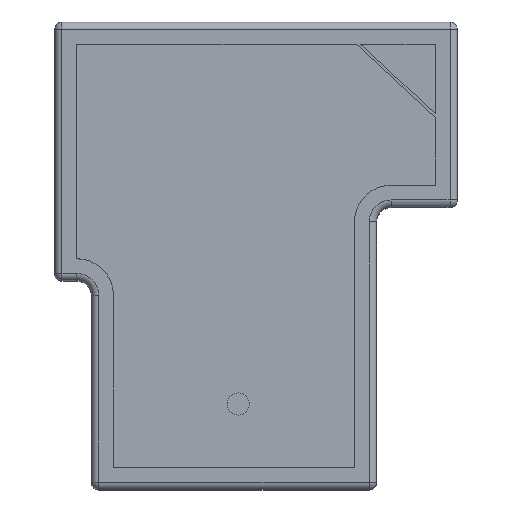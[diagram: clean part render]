
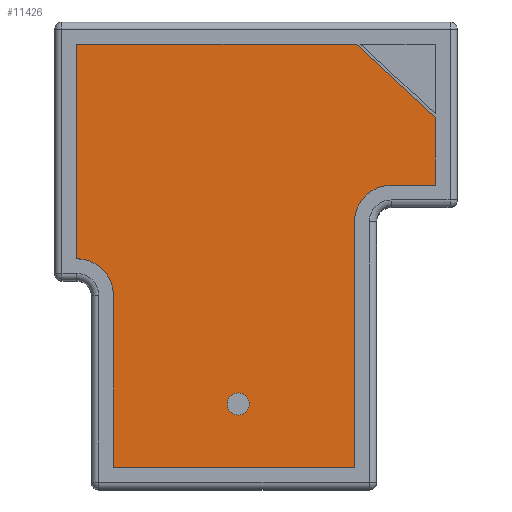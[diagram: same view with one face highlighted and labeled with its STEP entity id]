
A CAD part, top view. The second image highlights one B-rep face of the part: STEP entity #11426.
In plain terms, the highlighted planar face has unit normal (0, 0, 1).
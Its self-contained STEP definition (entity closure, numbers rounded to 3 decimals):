
#329 = DIRECTION ( 'NONE',  ( 1., 0., 0. ) ) ;
#381 = LINE ( 'NONE', #4650, #11067 ) ;
#407 = CARTESIAN_POINT ( 'NONE',  ( -5.432, -0.978, 19.5 ) ) ;
#1226 = CARTESIAN_POINT ( 'NONE',  ( 13.468, -15.178, 19.5 ) ) ;
#1252 = AXIS2_PLACEMENT_3D ( 'NONE', #9837, #15278, #15369 ) ;
#1535 = VERTEX_POINT ( 'NONE', #8410 ) ;
#1554 = LINE ( 'NONE', #5638, #13922 ) ;
#1668 = LINE ( 'NONE', #4596, #5357 ) ;
#1713 = LINE ( 'NONE', #11103, #6834 ) ;
#2911 = VERTEX_POINT ( 'NONE', #7662 ) ;
#2932 = DIRECTION ( 'NONE',  ( 0., 0., 1. ) ) ;
#3096 = ORIENTED_EDGE ( 'NONE', *, *, #9405, .F. ) ;
#3248 = EDGE_CURVE ( 'NONE', #13559, #15324, #13632, .T. ) ;
#3559 = CARTESIAN_POINT ( 'NONE',  ( 0., 0., 19.5 ) ) ;
#3617 = DIRECTION ( 'NONE',  ( 1., 0., 0. ) ) ;
#3659 = CARTESIAN_POINT ( 'NONE',  ( -5.432, 13.622, 19.5 ) ) ;
#3842 = AXIS2_PLACEMENT_3D ( 'NONE', #10199, #11621, #17137 ) ;
#4547 = DIRECTION ( 'NONE',  ( 1., 0., 0. ) ) ;
#4596 = CARTESIAN_POINT ( 'NONE',  ( 15.968, 4.022, 19.5 ) ) ;
#4650 = CARTESIAN_POINT ( 'NONE',  ( 18.968, 4.022, 19.5 ) ) ;
#4771 = ORIENTED_EDGE ( 'NONE', *, *, #10928, .T. ) ;
#4978 = FACE_BOUND ( 'NONE', #12102, .T. ) ;
#5108 = ORIENTED_EDGE ( 'NONE', *, *, #6323, .T. ) ;
#5168 = AXIS2_PLACEMENT_3D ( 'NONE', #14335, #2932, #13327 ) ;
#5325 = EDGE_CURVE ( 'NONE', #10416, #10190, #9506, .T. ) ;
#5357 = VECTOR ( 'NONE', #329, 1000. ) ;
#5435 = ORIENTED_EDGE ( 'NONE', *, *, #14792, .T. ) ;
#5638 = CARTESIAN_POINT ( 'NONE',  ( 13.468, -15.178, 19.5 ) ) ;
#5710 = ORIENTED_EDGE ( 'NONE', *, *, #6515, .T. ) ;
#5759 = VERTEX_POINT ( 'NONE', #6975 ) ;
#6199 = VERTEX_POINT ( 'NONE', #14190 ) ;
#6323 = EDGE_CURVE ( 'NONE', #12354, #2911, #14323, .T. ) ;
#6465 = EDGE_CURVE ( 'NONE', #11667, #1535, #14871, .T. ) ;
#6515 = EDGE_CURVE ( 'NONE', #1535, #16607, #6801, .T. ) ;
#6609 = ORIENTED_EDGE ( 'NONE', *, *, #5325, .F. ) ;
#6718 = CARTESIAN_POINT ( 'NONE',  ( -2.932, -3.478, 19.5 ) ) ;
#6721 = EDGE_CURVE ( 'NONE', #13559, #6199, #15496, .T. ) ;
#6801 = LINE ( 'NONE', #6718, #10836 ) ;
#6834 = VECTOR ( 'NONE', #4547, 1000. ) ;
#6975 = CARTESIAN_POINT ( 'NONE',  ( 18.968, 4.022, 19.5 ) ) ;
#7295 = DIRECTION ( 'NONE',  ( 0., 1., 0. ) ) ;
#7662 = CARTESIAN_POINT ( 'NONE',  ( 15.968, 4.022, 19.5 ) ) ;
#7695 = AXIS2_PLACEMENT_3D ( 'NONE', #14391, #10266, #3617 ) ;
#8312 = EDGE_LOOP ( 'NONE', ( #8331, #8391, #5435, #12815, #5710, #12437, #12538, #5108, #13840, #4771 ) ) ;
#8331 = ORIENTED_EDGE ( 'NONE', *, *, #6721, .F. ) ;
#8391 = ORIENTED_EDGE ( 'NONE', *, *, #3248, .T. ) ;
#8410 = CARTESIAN_POINT ( 'NONE',  ( -2.932, -3.478, 19.5 ) ) ;
#8438 = DIRECTION ( 'NONE',  ( 0., 1., 0. ) ) ;
#8790 = VECTOR ( 'NONE', #12453, 1000. ) ;
#9405 = EDGE_CURVE ( 'NONE', #10190, #10416, #12844, .T. ) ;
#9506 = CIRCLE ( 'NONE', #3842, 0.758 ) ;
#9523 = CARTESIAN_POINT ( 'NONE',  ( 18.968, 13.622, 19.5 ) ) ;
#9626 = AXIS2_PLACEMENT_3D ( 'NONE', #3559, #17212, #10442 ) ;
#9837 = CARTESIAN_POINT ( 'NONE',  ( 15.968, 1.522, 19.5 ) ) ;
#10127 = CARTESIAN_POINT ( 'NONE',  ( 6.325, -10.861, 19.5 ) ) ;
#10190 = VERTEX_POINT ( 'NONE', #10127 ) ;
#10199 = CARTESIAN_POINT ( 'NONE',  ( 5.567, -10.861, 19.5 ) ) ;
#10266 = DIRECTION ( 'NONE',  ( 0., 0., -1. ) ) ;
#10289 = CARTESIAN_POINT ( 'NONE',  ( -5.432, 13.622, 19.5 ) ) ;
#10416 = VERTEX_POINT ( 'NONE', #12888 ) ;
#10442 = DIRECTION ( 'NONE',  ( 1., 0., 0. ) ) ;
#10468 = CARTESIAN_POINT ( 'NONE',  ( 13.468, 1.522, 19.5 ) ) ;
#10573 = VECTOR ( 'NONE', #12552, 1000. ) ;
#10587 = VERTEX_POINT ( 'NONE', #1226 ) ;
#10836 = VECTOR ( 'NONE', #17477, 1000. ) ;
#10928 = EDGE_CURVE ( 'NONE', #5759, #6199, #381, .T. ) ;
#11023 = VECTOR ( 'NONE', #14574, 1000. ) ;
#11067 = VECTOR ( 'NONE', #7295, 1000. ) ;
#11103 = CARTESIAN_POINT ( 'NONE',  ( -2.932, -15.178, 19.5 ) ) ;
#11344 = CARTESIAN_POINT ( 'NONE',  ( 13.592, 13.622, 19.5 ) ) ;
#11426 = ADVANCED_FACE ( 'NONE', ( #17039, #4978 ), #11790, .T. ) ;
#11621 = DIRECTION ( 'NONE',  ( 0., 0., 1. ) ) ;
#11667 = VERTEX_POINT ( 'NONE', #407 ) ;
#11790 = PLANE ( 'NONE',  #9626 ) ;
#12102 = EDGE_LOOP ( 'NONE', ( #3096, #6609 ) ) ;
#12354 = VERTEX_POINT ( 'NONE', #10468 ) ;
#12437 = ORIENTED_EDGE ( 'NONE', *, *, #14071, .T. ) ;
#12453 = DIRECTION ( 'NONE',  ( -1., 0., 0. ) ) ;
#12538 = ORIENTED_EDGE ( 'NONE', *, *, #16702, .T. ) ;
#12552 = DIRECTION ( 'NONE',  ( 0.732, -0.681, 0. ) ) ;
#12815 = ORIENTED_EDGE ( 'NONE', *, *, #6465, .T. ) ;
#12844 = CIRCLE ( 'NONE', #5168, 0.758 ) ;
#12888 = CARTESIAN_POINT ( 'NONE',  ( 4.809, -10.861, 19.5 ) ) ;
#13327 = DIRECTION ( 'NONE',  ( 1., 0., 0. ) ) ;
#13559 = VERTEX_POINT ( 'NONE', #11344 ) ;
#13632 = LINE ( 'NONE', #9523, #8790 ) ;
#13840 = ORIENTED_EDGE ( 'NONE', *, *, #15779, .T. ) ;
#13922 = VECTOR ( 'NONE', #8438, 1000. ) ;
#14071 = EDGE_CURVE ( 'NONE', #16607, #10587, #1713, .T. ) ;
#14190 = CARTESIAN_POINT ( 'NONE',  ( 18.968, 8.618, 19.5 ) ) ;
#14323 = CIRCLE ( 'NONE', #1252, 2.5 ) ;
#14335 = CARTESIAN_POINT ( 'NONE',  ( 5.567, -10.861, 19.5 ) ) ;
#14391 = CARTESIAN_POINT ( 'NONE',  ( -5.432, -3.478, 19.5 ) ) ;
#14574 = DIRECTION ( 'NONE',  ( 0., -1., 0. ) ) ;
#14792 = EDGE_CURVE ( 'NONE', #15324, #11667, #17053, .T. ) ;
#14871 = CIRCLE ( 'NONE', #7695, 2.5 ) ;
#15278 = DIRECTION ( 'NONE',  ( 0., 0., -1. ) ) ;
#15324 = VERTEX_POINT ( 'NONE', #3659 ) ;
#15369 = DIRECTION ( 'NONE',  ( 1., 0., 0. ) ) ;
#15496 = LINE ( 'NONE', #16719, #10573 ) ;
#15633 = CARTESIAN_POINT ( 'NONE',  ( -2.932, -15.178, 19.5 ) ) ;
#15779 = EDGE_CURVE ( 'NONE', #2911, #5759, #1668, .T. ) ;
#16607 = VERTEX_POINT ( 'NONE', #15633 ) ;
#16702 = EDGE_CURVE ( 'NONE', #10587, #12354, #1554, .T. ) ;
#16719 = CARTESIAN_POINT ( 'NONE',  ( 13.592, 13.622, 19.5 ) ) ;
#17039 = FACE_OUTER_BOUND ( 'NONE', #8312, .T. ) ;
#17053 = LINE ( 'NONE', #10289, #11023 ) ;
#17137 = DIRECTION ( 'NONE',  ( 1., 0., 0. ) ) ;
#17212 = DIRECTION ( 'NONE',  ( 0., 0., 1. ) ) ;
#17477 = DIRECTION ( 'NONE',  ( 0., -1., 0. ) ) ;
